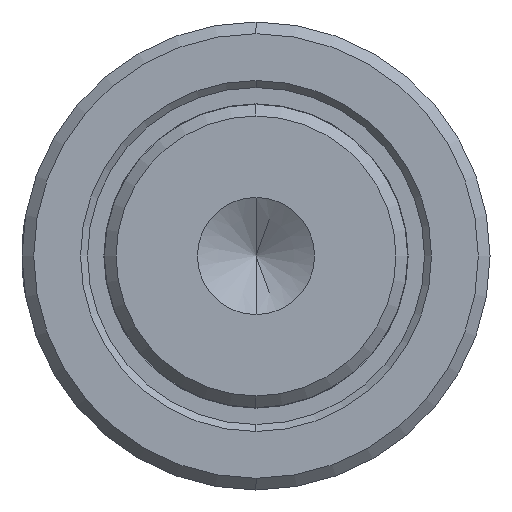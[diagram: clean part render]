
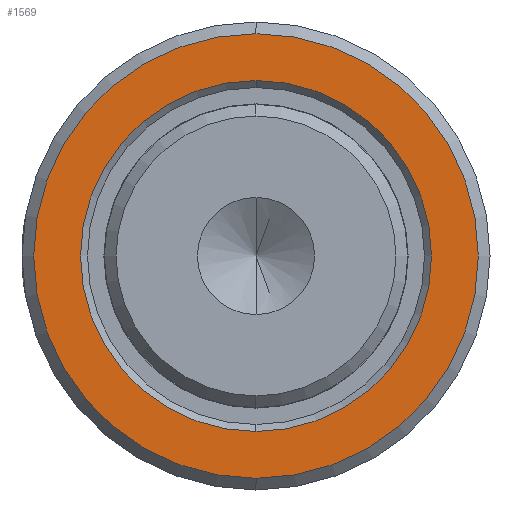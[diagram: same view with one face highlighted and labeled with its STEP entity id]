
A CAD part, left-side view. The second image highlights one B-rep face of the part: STEP entity #1569.
In plain terms, the highlighted planar face has unit normal (-1, 0, 0).
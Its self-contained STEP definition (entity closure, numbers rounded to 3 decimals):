
#24 = CARTESIAN_POINT ( 'NONE',  ( 10., 0., 7.5 ) ) ;
#32 = CARTESIAN_POINT ( 'NONE',  ( 10., 0., -9.5 ) ) ;
#171 = EDGE_CURVE ( 'NONE', #1293, #1443, #406, .T. ) ;
#190 = EDGE_CURVE ( 'NONE', #277, #1419, #1124, .T. ) ;
#231 = FACE_OUTER_BOUND ( 'NONE', #630, .T. ) ;
#256 = CIRCLE ( 'NONE', #996, 9.5 ) ;
#277 = VERTEX_POINT ( 'NONE', #24 ) ;
#323 = EDGE_CURVE ( 'NONE', #1419, #277, #1273, .T. ) ;
#365 = PLANE ( 'NONE',  #959 ) ;
#388 = CARTESIAN_POINT ( 'NONE',  ( 10., 0., 9.5 ) ) ;
#406 = CIRCLE ( 'NONE', #1516, 9.5 ) ;
#411 = DIRECTION ( 'NONE',  ( -1., 0., 0. ) ) ;
#510 = DIRECTION ( 'NONE',  ( 0., 0., 1. ) ) ;
#630 = EDGE_LOOP ( 'NONE', ( #1134, #1219 ) ) ;
#668 = FACE_BOUND ( 'NONE', #1396, .T. ) ;
#768 = DIRECTION ( 'NONE',  ( 0., 0., 1. ) ) ;
#897 = CARTESIAN_POINT ( 'NONE',  ( 10., 0., 0. ) ) ;
#907 = DIRECTION ( 'NONE',  ( -1., 0., 0. ) ) ;
#951 = AXIS2_PLACEMENT_3D ( 'NONE', #1456, #1320, #1311 ) ;
#959 = AXIS2_PLACEMENT_3D ( 'NONE', #1631, #1358, #510 ) ;
#996 = AXIS2_PLACEMENT_3D ( 'NONE', #1263, #411, #1405 ) ;
#1124 = CIRCLE ( 'NONE', #1704, 7.5 ) ;
#1134 = ORIENTED_EDGE ( 'NONE', *, *, #1371, .T. ) ;
#1219 = ORIENTED_EDGE ( 'NONE', *, *, #171, .T. ) ;
#1263 = CARTESIAN_POINT ( 'NONE',  ( 10., 0., 0. ) ) ;
#1264 = ORIENTED_EDGE ( 'NONE', *, *, #190, .F. ) ;
#1273 = CIRCLE ( 'NONE', #951, 7.5 ) ;
#1285 = ORIENTED_EDGE ( 'NONE', *, *, #323, .F. ) ;
#1293 = VERTEX_POINT ( 'NONE', #388 ) ;
#1311 = DIRECTION ( 'NONE',  ( 0., 0., 1. ) ) ;
#1320 = DIRECTION ( 'NONE',  ( -1., 0., 0. ) ) ;
#1358 = DIRECTION ( 'NONE',  ( -1., 0., 0. ) ) ;
#1371 = EDGE_CURVE ( 'NONE', #1443, #1293, #256, .T. ) ;
#1396 = EDGE_LOOP ( 'NONE', ( #1264, #1285 ) ) ;
#1405 = DIRECTION ( 'NONE',  ( 0., 0., 1. ) ) ;
#1419 = VERTEX_POINT ( 'NONE', #1607 ) ;
#1443 = VERTEX_POINT ( 'NONE', #32 ) ;
#1456 = CARTESIAN_POINT ( 'NONE',  ( 10., 0., 0. ) ) ;
#1516 = AXIS2_PLACEMENT_3D ( 'NONE', #897, #907, #768 ) ;
#1569 = ADVANCED_FACE ( 'NONE', ( #231, #668 ), #365, .T. ) ;
#1607 = CARTESIAN_POINT ( 'NONE',  ( 10., 0., -7.5 ) ) ;
#1631 = CARTESIAN_POINT ( 'NONE',  ( 10., -6.5, 0. ) ) ;
#1704 = AXIS2_PLACEMENT_3D ( 'NONE', #1745, #1735, #1720 ) ;
#1720 = DIRECTION ( 'NONE',  ( 0., 0., 1. ) ) ;
#1735 = DIRECTION ( 'NONE',  ( -1., 0., 0. ) ) ;
#1745 = CARTESIAN_POINT ( 'NONE',  ( 10., 0., 0. ) ) ;
